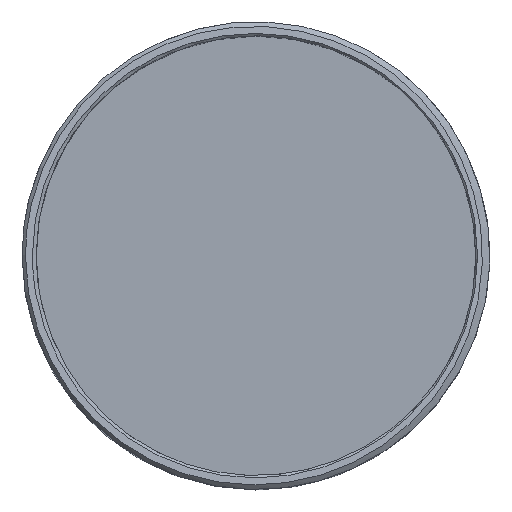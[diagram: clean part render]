
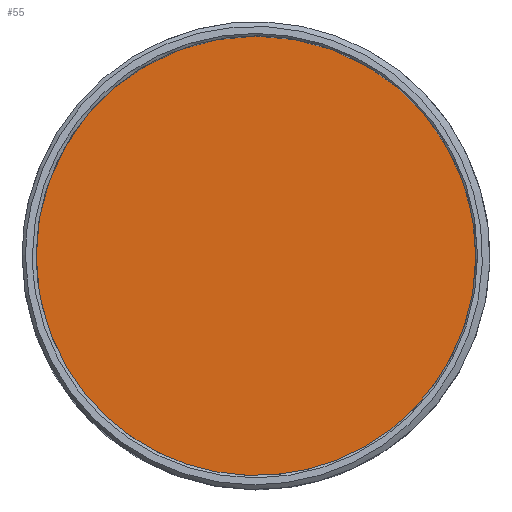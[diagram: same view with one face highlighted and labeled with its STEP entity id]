
A CAD part, top view. The second image highlights one B-rep face of the part: STEP entity #55.
In plain terms, the highlighted planar face has unit normal (0, 0, 1).
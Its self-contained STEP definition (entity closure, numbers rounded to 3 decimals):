
#55=ADVANCED_FACE('',(#77),#79,.T.);
#77=FACE_BOUND('',#78,.T.);
#78=EDGE_LOOP('',(#318));
#79=PLANE('',#80);
#80=AXIS2_PLACEMENT_3D('',#81,#82,#83);
#81=CARTESIAN_POINT('',(0.,0.,3.));
#82=DIRECTION('',(0.,0.,1.));
#83=DIRECTION('',(0.,1.,0.));
#318=ORIENTED_EDGE('',*,*,#331,.T.);
#331=EDGE_CURVE('',#340,#340,#341,.F.);
#340=VERTEX_POINT('',#405);
#341=CIRCLE('',#406,47.);
#405=CARTESIAN_POINT('',(-47.,0.,3.));
#406=AXIS2_PLACEMENT_3D('',#407,#408,#409);
#407=CARTESIAN_POINT('',(0.,0.,3.));
#408=DIRECTION('',(0.,0.,-1.));
#409=DIRECTION('',(-1.,0.,0.));
